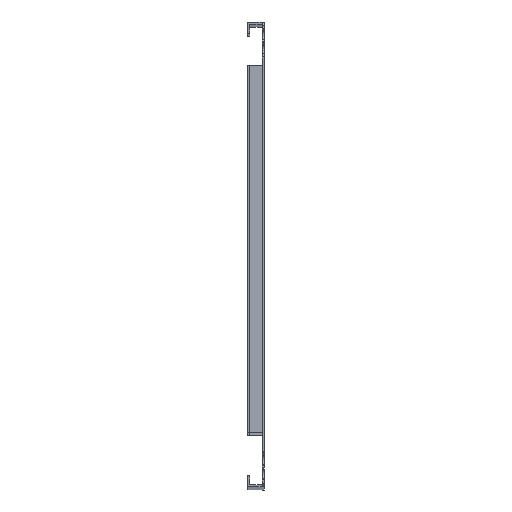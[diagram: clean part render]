
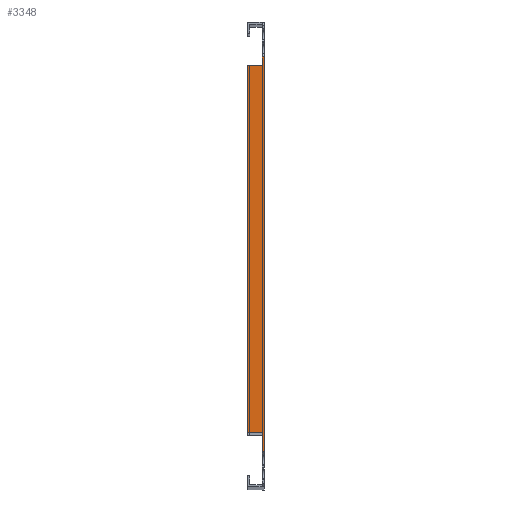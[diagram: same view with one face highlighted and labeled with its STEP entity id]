
A CAD part, top view. The second image highlights one B-rep face of the part: STEP entity #3348.
In plain terms, the highlighted face is planar.
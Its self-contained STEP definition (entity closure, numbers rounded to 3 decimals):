
#463=DIRECTION('',(-1.,0.,0.));
#464=VECTOR('',#463,8.691);
#465=CARTESIAN_POINT('',(-38.5,895.,0.));
#466=LINE('',#465,#464);
#484=DIRECTION('',(-1.,0.,0.));
#485=VECTOR('',#484,20.5);
#486=CARTESIAN_POINT('',(-441.,895.,0.));
#487=LINE('',#486,#485);
#1162=DIRECTION('',(0.,0.,1.));
#1163=VECTOR('',#1162,15.5);
#1164=CARTESIAN_POINT('',(-47.191,895.,-15.5));
#1165=LINE('',#1164,#1163);
#1169=DIRECTION('',(0.,0.,1.));
#1170=VECTOR('',#1169,2.5);
#1171=CARTESIAN_POINT('',(-38.5,895.,0.));
#1172=LINE('',#1171,#1170);
#1176=DIRECTION('',(-1.,0.,0.));
#1177=VECTOR('',#1176,423.);
#1178=CARTESIAN_POINT('',(-38.5,895.,2.5));
#1179=LINE('',#1178,#1177);
#1183=DIRECTION('',(0.,0.,-1.));
#1184=VECTOR('',#1183,2.5);
#1185=CARTESIAN_POINT('',(-461.5,895.,2.5));
#1186=LINE('',#1185,#1184);
#1190=DIRECTION('',(0.,0.,-1.));
#1191=VECTOR('',#1190,15.5);
#1192=CARTESIAN_POINT('',(-441.,895.,0.));
#1193=LINE('',#1192,#1191);
#1197=DIRECTION('',(1.,0.,0.));
#1198=VECTOR('',#1197,393.809);
#1199=CARTESIAN_POINT('',(-441.,895.,-15.5));
#1200=LINE('',#1199,#1198);
#2339=CARTESIAN_POINT('',(-441.,895.,0.));
#2341=VERTEX_POINT('',#2339);
#2342=CARTESIAN_POINT('',(-461.5,895.,0.));
#2343=VERTEX_POINT('',#2342);
#2480=CARTESIAN_POINT('',(-461.5,895.,2.5));
#2481=VERTEX_POINT('',#2480);
#2498=CARTESIAN_POINT('',(-441.,895.,-15.5));
#2499=VERTEX_POINT('',#2498);
#2546=CARTESIAN_POINT('',(-47.191,895.,-15.5));
#2547=VERTEX_POINT('',#2546);
#2624=CARTESIAN_POINT('',(-38.5,895.,0.));
#2625=VERTEX_POINT('',#2624);
#2636=CARTESIAN_POINT('',(-38.5,895.,2.5));
#2638=VERTEX_POINT('',#2636);
#2730=CARTESIAN_POINT('',(-47.191,895.,0.));
#2732=VERTEX_POINT('',#2730);
#3328=CARTESIAN_POINT('',(0.,895.,0.));
#3329=DIRECTION('',(0.,1.,0.));
#3330=DIRECTION('',(0.,0.,1.));
#3331=AXIS2_PLACEMENT_3D('',#3328,#3329,#3330);
#3332=PLANE('',#3331);
#3334=ORIENTED_EDGE('',*,*,#3333,.T.);
#3335=ORIENTED_EDGE('',*,*,#2811,.F.);
#3337=ORIENTED_EDGE('',*,*,#3336,.T.);
#3338=ORIENTED_EDGE('',*,*,#3018,.T.);
#3340=ORIENTED_EDGE('',*,*,#3339,.T.);
#3341=ORIENTED_EDGE('',*,*,#2819,.F.);
#3343=ORIENTED_EDGE('',*,*,#3342,.T.);
#3345=ORIENTED_EDGE('',*,*,#3344,.T.);
#3346=EDGE_LOOP('',(#3334,#3335,#3337,#3338,#3340,#3341,#3343,#3345));
#3347=FACE_OUTER_BOUND('',#3346,.F.);
#2811=EDGE_CURVE('',#2625,#2732,#466,.T.);
#2819=EDGE_CURVE('',#2341,#2343,#487,.T.);
#3018=EDGE_CURVE('',#2638,#2481,#1179,.T.);
#3333=EDGE_CURVE('',#2547,#2732,#1165,.T.);
#3336=EDGE_CURVE('',#2625,#2638,#1172,.T.);
#3339=EDGE_CURVE('',#2481,#2343,#1186,.T.);
#3342=EDGE_CURVE('',#2341,#2499,#1193,.T.);
#3344=EDGE_CURVE('',#2499,#2547,#1200,.T.);
#3348=ADVANCED_FACE('',(#3347),#3332,.T.);
